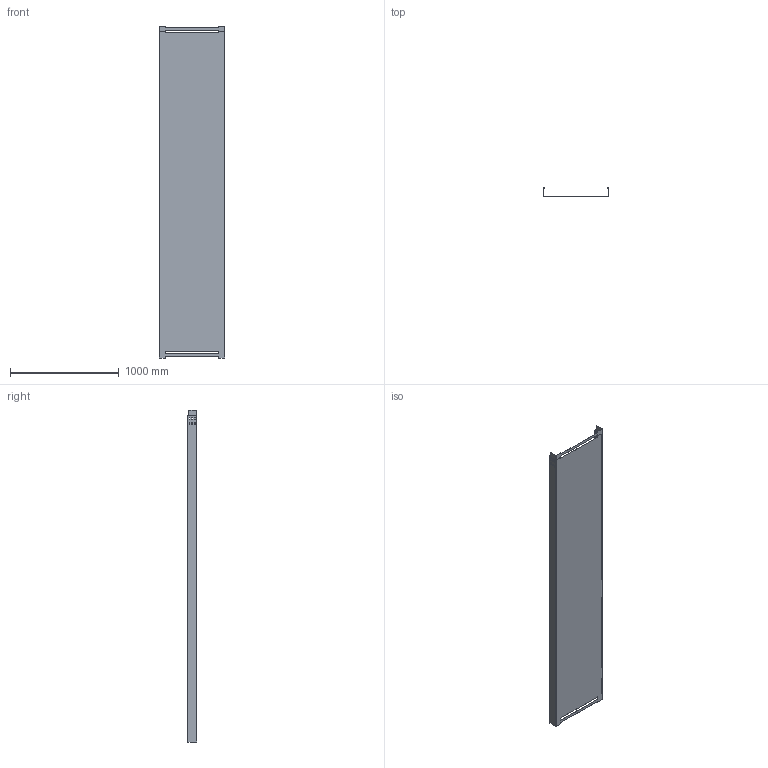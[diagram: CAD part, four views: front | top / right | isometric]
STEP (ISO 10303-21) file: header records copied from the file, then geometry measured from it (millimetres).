
FILE_DESCRIPTION(/* description */ (''),/* implementation_level */ '2;1');
FILE_NAME(/* name */ '6059561',/* time_stamp */ '2014-08-22T15:20:29+02:00',/* author */ (''),/* organization */ (''),/* preprocessor_version */ 'ST-DEVELOPER v15',/* originating_system */ '',/* authorisation */ '');
FILE_SCHEMA (('AUTOMOTIVE_DESIGN'));
Length unit declared in the file: millimetre
Products named in the file (1): Document
Bounding box: 603.5 x 86.74 x 3050 mm (x, y, z)
Surface area: 4780237.4 mm2 (no closed solid volume)
Topology: 0 solids, 1 shells, 182 faces, 492 edges, 303 vertices
Faces by surface type: bspline 107, plane 75
Entity records: 7630 total; most frequent: CARTESIAN_POINT 4669, ORIENTED_EDGE 970, EDGE_CURVE 494, B_SPLINE_CURVE_WITH_KNOTS 337, VERTEX_POINT 303, EDGE_LOOP 207, ADVANCED_FACE 181, FACE_OUTER_BOUND 181
